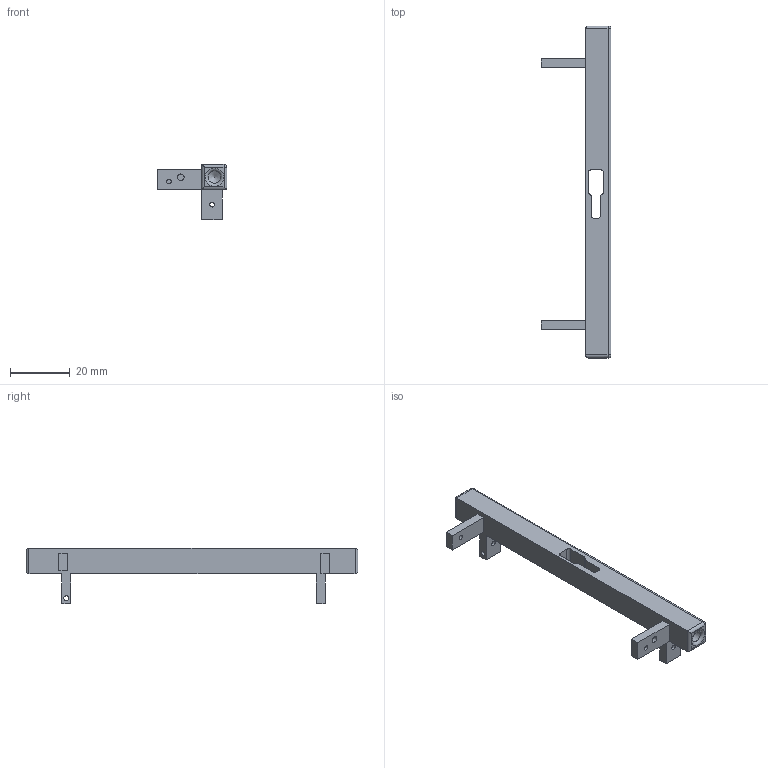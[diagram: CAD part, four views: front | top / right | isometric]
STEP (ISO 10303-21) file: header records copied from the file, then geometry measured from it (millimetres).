
FILE_DESCRIPTION(/* description */ (''),/* implementation_level */ '2;1');
FILE_NAME(/* name */ 'B4_EM_frame6X v14.step',/* time_stamp */ '2021-05-20T07:24:40+09:00',/* author */ (''),/* organization */ (''),/* preprocessor_version */ 'ST-DEVELOPER v18.1',/* originating_system */ 'Autodesk Translation Framework v10.6.0.1341',/* authorisation */ '');
FILE_SCHEMA (('AUTOMOTIVE_DESIGN { 1 0 10303 214 3 1 1 }'));
Length unit declared in the file: millimetre
Products named in the file (1): B4_EM_frame6X
Bounding box: 23.5 x 111.5 x 18.5 mm (x, y, z)
Volume: 7943.4 mm3; surface area: 5576.4 mm2
Topology: 1 solids, 1 shells, 71 faces, 185 edges, 117 vertices
Faces by surface type: plane 31, cylinder 30, cone 7, sphere 2, torus 1
Full cylindrical faces by diameter (mm): 1.6 x5, 2 x6, 2.2 x1, 4.2 x1
Entity records: 2197 total; most frequent: DIRECTION 379, CARTESIAN_POINT 367, ORIENTED_EDGE 356, EDGE_CURVE 178, AXIS2_PLACEMENT_3D 129, LINE 121, VECTOR 121, VERTEX_POINT 117
